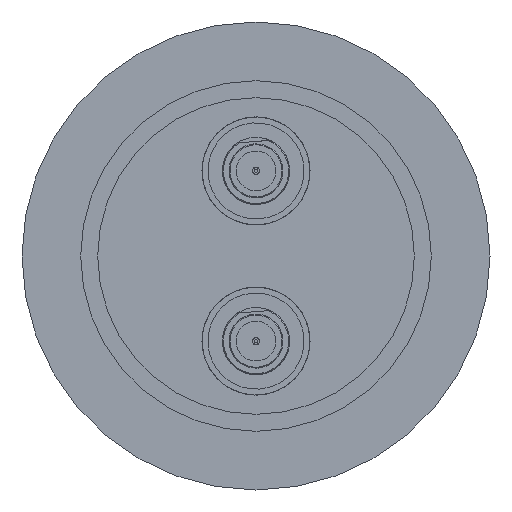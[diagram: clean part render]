
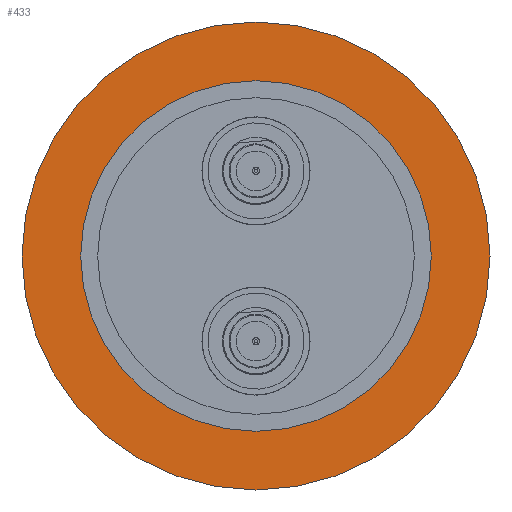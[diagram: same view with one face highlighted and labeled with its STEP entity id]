
A CAD part, left-side view. The second image highlights one B-rep face of the part: STEP entity #433.
In plain terms, the highlighted planar face has unit normal (-1, 0, 0).
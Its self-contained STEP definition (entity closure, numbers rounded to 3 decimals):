
#5 = EDGE_CURVE ( 'NONE', #777, #1227, #1347, .T. ) ;
#55 = CARTESIAN_POINT ( 'NONE',  ( 0., 0., 27.5 ) ) ;
#84 = CARTESIAN_POINT ( 'NONE',  ( 0., 0., 20.6 ) ) ;
#89 = FACE_OUTER_BOUND ( 'NONE', #1096, .T. ) ;
#92 = CARTESIAN_POINT ( 'NONE',  ( 0., 0., 0. ) ) ;
#146 = ORIENTED_EDGE ( 'NONE', *, *, #1511, .T. ) ;
#161 = CARTESIAN_POINT ( 'NONE',  ( 0., 0., 0. ) ) ;
#214 = DIRECTION ( 'NONE',  ( -1., 0., 0. ) ) ;
#292 = DIRECTION ( 'NONE',  ( -1., 0., 0. ) ) ;
#327 = CARTESIAN_POINT ( 'NONE',  ( 0., 0., -27.5 ) ) ;
#340 = DIRECTION ( 'NONE',  ( 0., 0., 1. ) ) ;
#384 = DIRECTION ( 'NONE',  ( -1., 0., 0. ) ) ;
#433 = ADVANCED_FACE ( 'NONE', ( #1418, #89 ), #858, .F. ) ;
#450 = AXIS2_PLACEMENT_3D ( 'NONE', #755, #214, #1565 ) ;
#483 = VERTEX_POINT ( 'NONE', #588 ) ;
#563 = DIRECTION ( 'NONE',  ( 0., 0., -1. ) ) ;
#588 = CARTESIAN_POINT ( 'NONE',  ( 0., 0., -27.5 ) ) ;
#605 = VERTEX_POINT ( 'NONE', #55 ) ;
#633 = AXIS2_PLACEMENT_3D ( 'NONE', #92, #384, #1171 ) ;
#674 = EDGE_CURVE ( 'NONE', #1227, #777, #1217, .T. ) ;
#724 = DIRECTION ( 'NONE',  ( -1., 0., 0. ) ) ;
#741 = CIRCLE ( 'NONE', #1610, 27.5 ) ;
#755 = CARTESIAN_POINT ( 'NONE',  ( 0., 0., 0. ) ) ;
#763 = CIRCLE ( 'NONE', #1151, 27.5 ) ;
#777 = VERTEX_POINT ( 'NONE', #1200 ) ;
#858 = PLANE ( 'NONE',  #979 ) ;
#979 = AXIS2_PLACEMENT_3D ( 'NONE', #327, #1373, #563 ) ;
#1032 = EDGE_LOOP ( 'NONE', ( #1122, #1160 ) ) ;
#1096 = EDGE_LOOP ( 'NONE', ( #146, #1333 ) ) ;
#1122 = ORIENTED_EDGE ( 'NONE', *, *, #674, .F. ) ;
#1151 = AXIS2_PLACEMENT_3D ( 'NONE', #1679, #724, #340 ) ;
#1160 = ORIENTED_EDGE ( 'NONE', *, *, #5, .F. ) ;
#1171 = DIRECTION ( 'NONE',  ( 0., 0., 1. ) ) ;
#1200 = CARTESIAN_POINT ( 'NONE',  ( 0., 0., -20.6 ) ) ;
#1217 = CIRCLE ( 'NONE', #633, 20.6 ) ;
#1227 = VERTEX_POINT ( 'NONE', #84 ) ;
#1333 = ORIENTED_EDGE ( 'NONE', *, *, #1413, .T. ) ;
#1347 = CIRCLE ( 'NONE', #450, 20.6 ) ;
#1373 = DIRECTION ( 'NONE',  ( 1., 0., 0. ) ) ;
#1413 = EDGE_CURVE ( 'NONE', #483, #605, #741, .T. ) ;
#1418 = FACE_BOUND ( 'NONE', #1032, .T. ) ;
#1502 = DIRECTION ( 'NONE',  ( 0., 0., 1. ) ) ;
#1511 = EDGE_CURVE ( 'NONE', #605, #483, #763, .T. ) ;
#1565 = DIRECTION ( 'NONE',  ( 0., 0., 1. ) ) ;
#1610 = AXIS2_PLACEMENT_3D ( 'NONE', #161, #292, #1502 ) ;
#1679 = CARTESIAN_POINT ( 'NONE',  ( 0., 0., 0. ) ) ;
